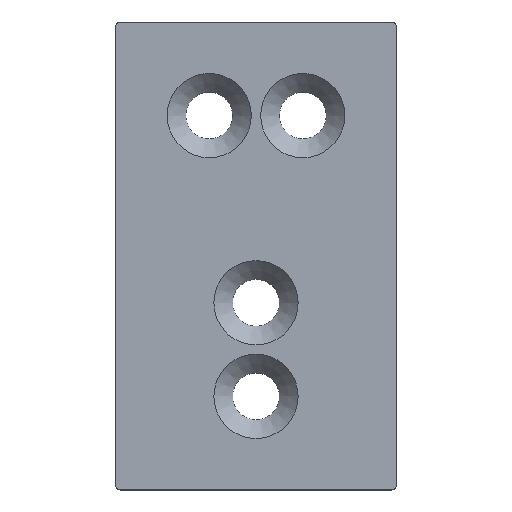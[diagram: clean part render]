
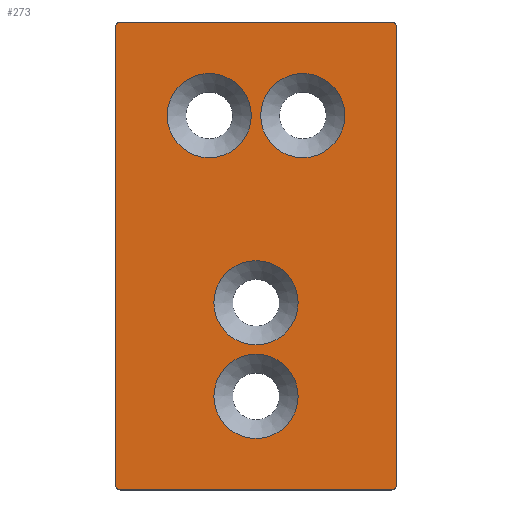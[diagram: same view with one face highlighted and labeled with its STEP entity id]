
A CAD part, top view. The second image highlights one B-rep face of the part: STEP entity #273.
In plain terms, the highlighted planar face has unit normal (0, 0, 1).
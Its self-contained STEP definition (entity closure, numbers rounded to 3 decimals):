
#15=FACE_BOUND('',#60,.T.);
#16=FACE_BOUND('',#61,.T.);
#17=FACE_BOUND('',#62,.T.);
#18=FACE_BOUND('',#63,.T.);
#27=PLANE('',#326);
#45=FACE_OUTER_BOUND('',#59,.T.);
#59=EDGE_LOOP('',(#233,#234,#235,#236,#237,#238,#239,#240));
#60=EDGE_LOOP('',(#241));
#61=EDGE_LOOP('',(#242));
#62=EDGE_LOOP('',(#243));
#63=EDGE_LOOP('',(#244));
#76=LINE('',#448,#96);
#80=LINE('',#460,#100);
#84=LINE('',#472,#104);
#88=LINE('',#482,#108);
#96=VECTOR('',#369,58.);
#100=VECTOR('',#381,98.);
#104=VECTOR('',#393,58.);
#108=VECTOR('',#405,98.);
#110=CIRCLE('',#300,9.);
#112=CIRCLE('',#303,9.);
#114=CIRCLE('',#306,9.);
#116=CIRCLE('',#309,9.);
#118=CIRCLE('',#312,1.);
#120=CIRCLE('',#316,1.);
#122=CIRCLE('',#320,1.);
#124=CIRCLE('',#324,1.);
#126=VERTEX_POINT('',#414);
#128=VERTEX_POINT('',#420);
#130=VERTEX_POINT('',#426);
#132=VERTEX_POINT('',#432);
#135=VERTEX_POINT('',#439);
#136=VERTEX_POINT('',#441);
#138=VERTEX_POINT('',#447);
#140=VERTEX_POINT('',#453);
#142=VERTEX_POINT('',#459);
#144=VERTEX_POINT('',#465);
#146=VERTEX_POINT('',#471);
#148=VERTEX_POINT('',#477);
#151=EDGE_CURVE('',#126,#126,#110,.T.);
#154=EDGE_CURVE('',#128,#128,#112,.T.);
#157=EDGE_CURVE('',#130,#130,#114,.T.);
#160=EDGE_CURVE('',#132,#132,#116,.T.);
#163=EDGE_CURVE('',#136,#135,#118,.T.);
#166=EDGE_CURVE('',#138,#136,#76,.T.);
#169=EDGE_CURVE('',#140,#138,#120,.T.);
#172=EDGE_CURVE('',#142,#140,#80,.T.);
#175=EDGE_CURVE('',#144,#142,#122,.T.);
#178=EDGE_CURVE('',#146,#144,#84,.T.);
#181=EDGE_CURVE('',#148,#146,#124,.T.);
#184=EDGE_CURVE('',#135,#148,#88,.T.);
#233=ORIENTED_EDGE('',*,*,#184,.T.);
#234=ORIENTED_EDGE('',*,*,#181,.T.);
#235=ORIENTED_EDGE('',*,*,#178,.T.);
#236=ORIENTED_EDGE('',*,*,#175,.T.);
#237=ORIENTED_EDGE('',*,*,#172,.T.);
#238=ORIENTED_EDGE('',*,*,#169,.T.);
#239=ORIENTED_EDGE('',*,*,#166,.T.);
#240=ORIENTED_EDGE('',*,*,#163,.T.);
#241=ORIENTED_EDGE('',*,*,#151,.T.);
#242=ORIENTED_EDGE('',*,*,#154,.T.);
#243=ORIENTED_EDGE('',*,*,#157,.T.);
#244=ORIENTED_EDGE('',*,*,#160,.T.);
#273=ADVANCED_FACE('',(#45,#15,#16,#17,#18),#27,.T.);
#300=AXIS2_PLACEMENT_3D('',#416,#335,#336);
#303=AXIS2_PLACEMENT_3D('',#422,#342,#343);
#306=AXIS2_PLACEMENT_3D('',#428,#349,#350);
#309=AXIS2_PLACEMENT_3D('',#434,#356,#357);
#312=AXIS2_PLACEMENT_3D('',#442,#363,#364);
#316=AXIS2_PLACEMENT_3D('',#454,#375,#376);
#320=AXIS2_PLACEMENT_3D('',#466,#387,#388);
#324=AXIS2_PLACEMENT_3D('',#478,#399,#400);
#326=AXIS2_PLACEMENT_3D('',#483,#406,#407);
#335=DIRECTION('center_axis',(0.,0.,-1.));
#336=DIRECTION('ref_axis',(1.,0.,0.));
#342=DIRECTION('center_axis',(0.,0.,-1.));
#343=DIRECTION('ref_axis',(1.,0.,0.));
#349=DIRECTION('center_axis',(0.,0.,-1.));
#350=DIRECTION('ref_axis',(1.,0.,0.));
#356=DIRECTION('center_axis',(0.,0.,-1.));
#357=DIRECTION('ref_axis',(1.,0.,0.));
#363=DIRECTION('center_axis',(0.,0.,1.));
#364=DIRECTION('ref_axis',(0.,1.,0.));
#369=DIRECTION('',(-1.,0.,0.));
#375=DIRECTION('center_axis',(0.,0.,1.));
#376=DIRECTION('ref_axis',(1.,0.,0.));
#381=DIRECTION('',(0.,1.,0.));
#387=DIRECTION('center_axis',(0.,0.,1.));
#388=DIRECTION('ref_axis',(0.,-1.,0.));
#393=DIRECTION('',(1.,0.,0.));
#399=DIRECTION('center_axis',(0.,0.,1.));
#400=DIRECTION('ref_axis',(-1.,0.,0.));
#405=DIRECTION('',(0.,-1.,0.));
#406=DIRECTION('center_axis',(0.,0.,1.));
#407=DIRECTION('ref_axis',(1.,0.,0.));
#414=CARTESIAN_POINT('',(-9.,0.,4.));
#416=CARTESIAN_POINT('Origin',(0.,0.,4.));
#420=CARTESIAN_POINT('',(-9.,-20.,4.));
#422=CARTESIAN_POINT('Origin',(0.,-20.,4.));
#426=CARTESIAN_POINT('',(1.,40.,4.));
#428=CARTESIAN_POINT('Origin',(10.,40.,4.));
#432=CARTESIAN_POINT('',(-19.,40.,4.));
#434=CARTESIAN_POINT('Origin',(-10.,40.,4.));
#439=CARTESIAN_POINT('',(-30.,59.,4.));
#441=CARTESIAN_POINT('',(-29.,60.,4.));
#442=CARTESIAN_POINT('Origin',(-29.,59.,4.));
#447=CARTESIAN_POINT('',(29.,60.,4.));
#448=CARTESIAN_POINT('',(29.,60.,4.));
#453=CARTESIAN_POINT('',(30.,59.,4.));
#454=CARTESIAN_POINT('Origin',(29.,59.,4.));
#459=CARTESIAN_POINT('',(30.,-39.,4.));
#460=CARTESIAN_POINT('',(30.,-39.,4.));
#465=CARTESIAN_POINT('',(29.,-40.,4.));
#466=CARTESIAN_POINT('Origin',(29.,-39.,4.));
#471=CARTESIAN_POINT('',(-29.,-40.,4.));
#472=CARTESIAN_POINT('',(-29.,-40.,4.));
#477=CARTESIAN_POINT('',(-30.,-39.,4.));
#478=CARTESIAN_POINT('Origin',(-29.,-39.,4.));
#482=CARTESIAN_POINT('',(-30.,59.,4.));
#483=CARTESIAN_POINT('Origin',(0.,10.,4.));
